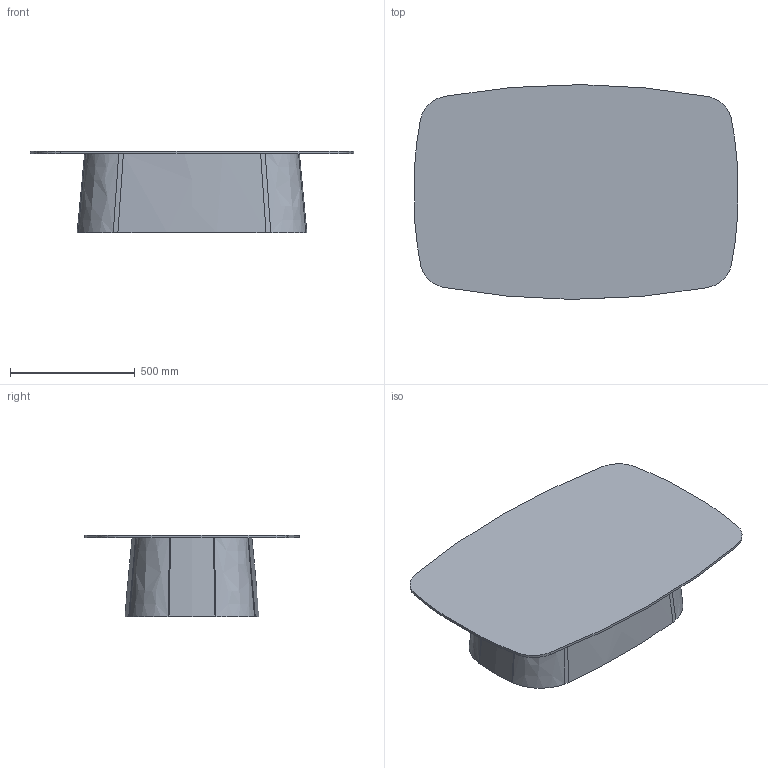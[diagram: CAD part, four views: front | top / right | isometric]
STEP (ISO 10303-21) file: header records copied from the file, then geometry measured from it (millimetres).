
FILE_DESCRIPTION(/* description */ (''),/* implementation_level */ '2;1');
FILE_NAME(/* name */ 'MC130 - Macramè 130x86 H33',/* time_stamp */ '2013-07-16T17:20:55+02:00',/* author */ (''),/* organization */ (''),/* preprocessor_version */ 'ST-DEVELOPER v10',/* originating_system */ '',/* authorisation */ '');
FILE_SCHEMA (('CONFIG_CONTROL_DESIGN'));
Length unit declared in the file: millimetre
Products named in the file (1): 1
Bounding box: 1294.54 x 859.87 x 328 mm (x, y, z)
Volume: 18036165.3 mm3; surface area: 3700089.8 mm2
Topology: 2 solids, 2 shells, 40 faces, 108 edges, 72 vertices
Faces by surface type: bspline 36, plane 4
Entity records: 1530 total; most frequent: CARTESIAN_POINT 902, ORIENTED_EDGE 216, EDGE_CURVE 108, VERTEX_POINT 72, EDGE_LOOP 42, ADVANCED_FACE 40, FACE_OUTER_BOUND 40, DIRECTION 8
